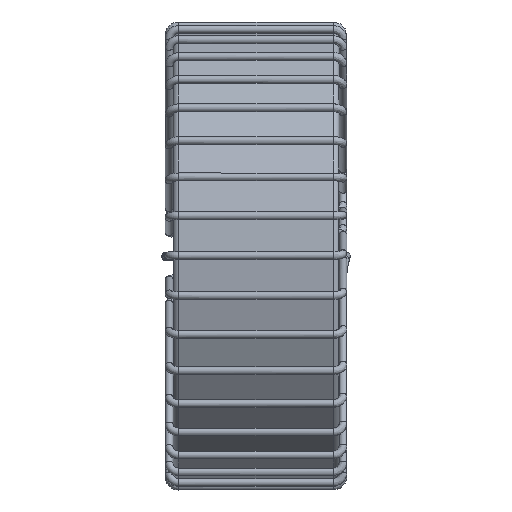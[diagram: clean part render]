
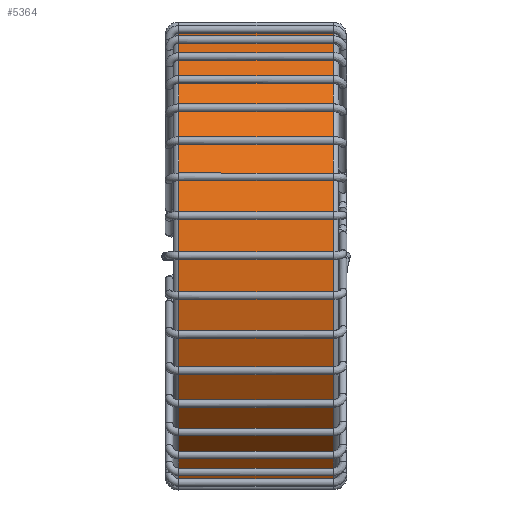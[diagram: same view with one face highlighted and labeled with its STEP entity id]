
A CAD part, top view. The second image highlights one B-rep face of the part: STEP entity #5364.
In plain terms, the highlighted cylindrical face has radius 20.05 mm (diameter 40.1 mm), a full revolution.
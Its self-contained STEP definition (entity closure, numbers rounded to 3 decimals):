
#458=CYLINDRICAL_SURFACE('',#5751,20.05);
#1049=ORIENTED_EDGE('',*,*,#1341,.T.);
#1050=ORIENTED_EDGE('',*,*,#1340,.T.);
#1340=EDGE_CURVE('',#1636,#1636,#1790,.T.);
#1341=EDGE_CURVE('',#1637,#1637,#1791,.T.);
#1636=VERTEX_POINT('',#15121);
#1637=VERTEX_POINT('',#15124);
#1790=CIRCLE('',#5738,20.05);
#1791=CIRCLE('',#5740,20.05);
#2387=EDGE_LOOP('',(#1049));
#2388=EDGE_LOOP('',(#1050));
#2979=FACE_BOUND('',#2387,.T.);
#2980=FACE_BOUND('',#2388,.T.);
#5364=ADVANCED_FACE('',(#2979,#2980),#458,.T.);
#5738=AXIS2_PLACEMENT_3D('',#15120,#6483,#6484);
#5740=AXIS2_PLACEMENT_3D('',#15123,#6487,#6488);
#5751=AXIS2_PLACEMENT_3D('',#15140,#6509,#6510);
#6483=DIRECTION('',(0.,1.,0.));
#6484=DIRECTION('',(0.,0.,1.));
#6487=DIRECTION('',(0.,-1.,0.));
#6488=DIRECTION('',(0.,0.,-1.));
#6509=DIRECTION('',(0.,-1.,0.));
#6510=DIRECTION('',(0.,0.,-1.));
#15120=CARTESIAN_POINT('',(0.,-6.85,0.));
#15121=CARTESIAN_POINT('',(0.,-6.85,20.05));
#15123=CARTESIAN_POINT('',(0.,6.85,0.));
#15124=CARTESIAN_POINT('',(0.,6.85,-20.05));
#15140=CARTESIAN_POINT('',(0.,0.,0.));
